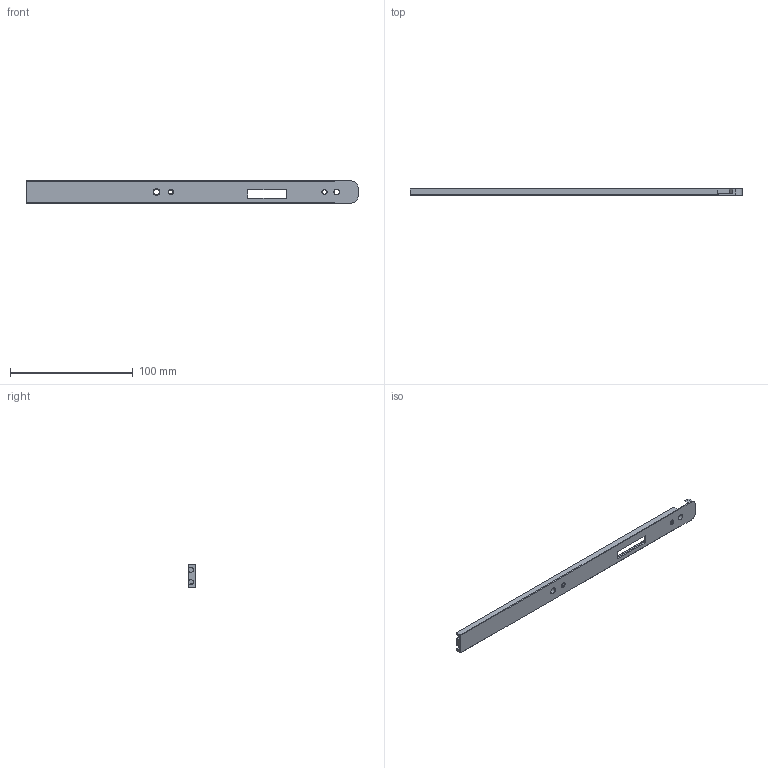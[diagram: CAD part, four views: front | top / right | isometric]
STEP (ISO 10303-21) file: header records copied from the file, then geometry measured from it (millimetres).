
FILE_DESCRIPTION(/* description */ ('','CAx-IF Rec.Pracs.---Representation and Presentation of Product Manufacturing Information (PMI)---4.0---2014-10-13'),/* implementation_level */ '2;1');
FILE_NAME(/* name */ '',/* time_stamp */ '2025-01-30T18:44:30+03:00',/* author */ (''),/* organization */ (''),/* preprocessor_version */ 'ST-DEVELOPER v20',/* originating_system */ 'Autodesk Translation Framework v13.20.0.188',/* authorisation */ '');
FILE_SCHEMA (('AP242_MANAGED_MODEL_BASED_3D_ENGINEERING_MIM_LF { 1 0 10303 442 1 1 4 }'));
Length unit declared in the file: millimetre
Products named in the file (1): Pipe and Cable Holder Bottom Front
Bounding box: 270.27 x 5 x 18 mm (x, y, z)
Volume: 15300.9 mm3; surface area: 15628.7 mm2
Topology: 1 solids, 1 shells, 71 faces, 201 edges, 131 vertices
Faces by surface type: plane 47, cylinder 16, cone 6, bspline 2
Full cylindrical faces by diameter (mm): 3.4 x2, 4.7 x2, 6 x2
Entity records: 2449 total; most frequent: CARTESIAN_POINT 534, ORIENTED_EDGE 402, DIRECTION 375, EDGE_CURVE 201, LINE 145, VECTOR 145, VERTEX_POINT 131, AXIS2_PLACEMENT_3D 115
